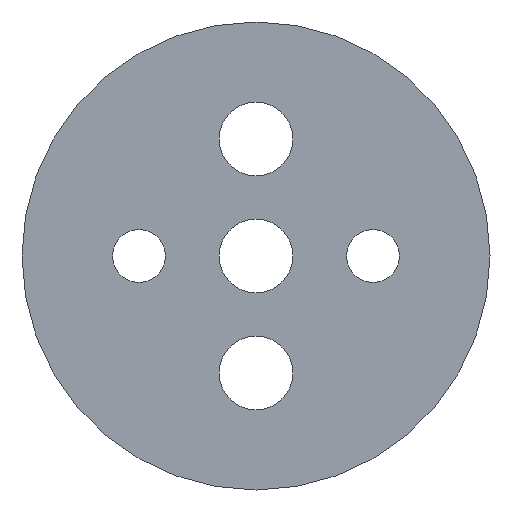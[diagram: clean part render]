
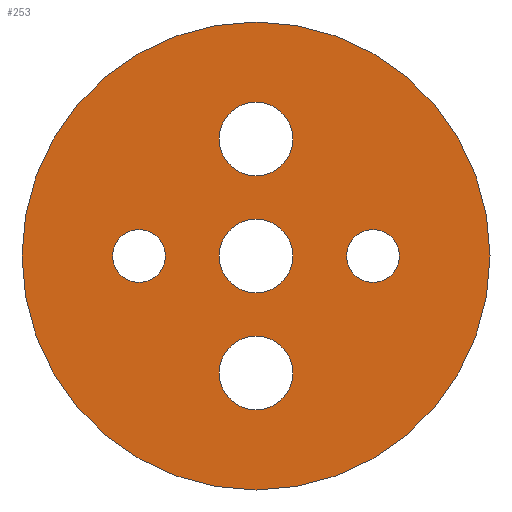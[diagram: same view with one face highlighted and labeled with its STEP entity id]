
A CAD part, front view. The second image highlights one B-rep face of the part: STEP entity #253.
In plain terms, the highlighted planar face has unit normal (0, -1, 0).
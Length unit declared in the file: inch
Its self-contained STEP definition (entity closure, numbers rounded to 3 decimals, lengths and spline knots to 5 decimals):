
#26=FACE_BOUND('',#57,.T.);
#27=FACE_BOUND('',#58,.T.);
#28=FACE_BOUND('',#59,.T.);
#29=FACE_BOUND('',#60,.T.);
#30=FACE_BOUND('',#61,.T.);
#32=PLANE('',#309);
#41=FACE_OUTER_BOUND('',#56,.T.);
#56=EDGE_LOOP('',(#225,#226));
#57=EDGE_LOOP('',(#227,#228));
#58=EDGE_LOOP('',(#229,#230));
#59=EDGE_LOOP('',(#231,#232));
#60=EDGE_LOOP('',(#233,#234));
#61=EDGE_LOOP('',(#235,#236));
#93=CIRCLE('',#292,0.1125);
#94=CIRCLE('',#293,0.1125);
#97=CIRCLE('',#298,0.1575);
#98=CIRCLE('',#299,0.1575);
#99=CIRCLE('',#301,1.);
#100=CIRCLE('',#302,1.);
#101=CIRCLE('',#304,0.1575);
#102=CIRCLE('',#305,0.1575);
#103=CIRCLE('',#307,0.1575);
#104=CIRCLE('',#308,0.1575);
#105=CIRCLE('',#310,0.1125);
#106=CIRCLE('',#311,0.1125);
#121=VERTEX_POINT('',#432);
#122=VERTEX_POINT('',#433);
#125=VERTEX_POINT('',#444);
#126=VERTEX_POINT('',#446);
#127=VERTEX_POINT('',#450);
#128=VERTEX_POINT('',#451);
#129=VERTEX_POINT('',#456);
#130=VERTEX_POINT('',#457);
#131=VERTEX_POINT('',#462);
#132=VERTEX_POINT('',#463);
#133=VERTEX_POINT('',#468);
#134=VERTEX_POINT('',#469);
#150=EDGE_CURVE('',#121,#122,#93,.T.);
#151=EDGE_CURVE('',#122,#121,#94,.T.);
#157=EDGE_CURVE('',#126,#125,#97,.T.);
#158=EDGE_CURVE('',#125,#126,#98,.T.);
#159=EDGE_CURVE('',#127,#128,#99,.T.);
#161=EDGE_CURVE('',#128,#127,#100,.T.);
#162=EDGE_CURVE('',#129,#130,#101,.T.);
#163=EDGE_CURVE('',#130,#129,#102,.T.);
#165=EDGE_CURVE('',#131,#132,#103,.T.);
#166=EDGE_CURVE('',#132,#131,#104,.T.);
#168=EDGE_CURVE('',#133,#134,#105,.T.);
#169=EDGE_CURVE('',#134,#133,#106,.T.);
#225=ORIENTED_EDGE('',*,*,#159,.F.);
#226=ORIENTED_EDGE('',*,*,#161,.F.);
#227=ORIENTED_EDGE('',*,*,#165,.T.);
#228=ORIENTED_EDGE('',*,*,#166,.T.);
#229=ORIENTED_EDGE('',*,*,#150,.T.);
#230=ORIENTED_EDGE('',*,*,#151,.T.);
#231=ORIENTED_EDGE('',*,*,#168,.T.);
#232=ORIENTED_EDGE('',*,*,#169,.T.);
#233=ORIENTED_EDGE('',*,*,#162,.T.);
#234=ORIENTED_EDGE('',*,*,#163,.T.);
#235=ORIENTED_EDGE('',*,*,#157,.T.);
#236=ORIENTED_EDGE('',*,*,#158,.T.);
#253=ADVANCED_FACE('',(#41,#26,#27,#28,#29,#30),#32,.F.);
#292=AXIS2_PLACEMENT_3D('',#434,#350,#351);
#293=AXIS2_PLACEMENT_3D('',#435,#352,#353);
#298=AXIS2_PLACEMENT_3D('',#447,#365,#366);
#299=AXIS2_PLACEMENT_3D('',#448,#367,#368);
#301=AXIS2_PLACEMENT_3D('',#452,#371,#372);
#302=AXIS2_PLACEMENT_3D('',#454,#374,#375);
#304=AXIS2_PLACEMENT_3D('',#458,#378,#379);
#305=AXIS2_PLACEMENT_3D('',#459,#380,#381);
#307=AXIS2_PLACEMENT_3D('',#464,#385,#386);
#308=AXIS2_PLACEMENT_3D('',#465,#387,#388);
#309=AXIS2_PLACEMENT_3D('',#467,#390,#391);
#310=AXIS2_PLACEMENT_3D('',#470,#392,#393);
#311=AXIS2_PLACEMENT_3D('',#471,#394,#395);
#350=DIRECTION('center_axis',(0.,1.,0.));
#351=DIRECTION('ref_axis',(0.,0.,1.));
#352=DIRECTION('center_axis',(0.,1.,0.));
#353=DIRECTION('ref_axis',(0.,0.,1.));
#365=DIRECTION('center_axis',(0.,1.,0.));
#366=DIRECTION('ref_axis',(0.,0.,1.));
#367=DIRECTION('center_axis',(0.,1.,0.));
#368=DIRECTION('ref_axis',(0.,0.,1.));
#371=DIRECTION('center_axis',(0.,1.,0.));
#372=DIRECTION('ref_axis',(0.,0.,1.));
#374=DIRECTION('center_axis',(0.,1.,0.));
#375=DIRECTION('ref_axis',(0.,0.,1.));
#378=DIRECTION('center_axis',(0.,1.,0.));
#379=DIRECTION('ref_axis',(0.,0.,1.));
#380=DIRECTION('center_axis',(0.,1.,0.));
#381=DIRECTION('ref_axis',(0.,0.,1.));
#385=DIRECTION('center_axis',(0.,1.,0.));
#386=DIRECTION('ref_axis',(0.,0.,1.));
#387=DIRECTION('center_axis',(0.,1.,0.));
#388=DIRECTION('ref_axis',(0.,0.,1.));
#390=DIRECTION('center_axis',(0.,1.,0.));
#391=DIRECTION('ref_axis',(0.,0.,1.));
#392=DIRECTION('center_axis',(0.,1.,0.));
#393=DIRECTION('ref_axis',(0.,0.,1.));
#394=DIRECTION('center_axis',(0.,1.,0.));
#395=DIRECTION('ref_axis',(0.,0.,1.));
#432=CARTESIAN_POINT('',(-0.5,0.,0.1125));
#433=CARTESIAN_POINT('',(-0.5,0.,-0.1125));
#434=CARTESIAN_POINT('Origin',(-0.5,0.,0.));
#435=CARTESIAN_POINT('Origin',(-0.5,0.,0.));
#444=CARTESIAN_POINT('',(0.,0.,0.1575));
#446=CARTESIAN_POINT('',(0.,0.,-0.1575));
#447=CARTESIAN_POINT('Origin',(0.,0.,0.));
#448=CARTESIAN_POINT('Origin',(0.,0.,0.));
#450=CARTESIAN_POINT('',(0.,0.,-1.));
#451=CARTESIAN_POINT('',(0.,0.,1.));
#452=CARTESIAN_POINT('Origin',(0.,0.,0.));
#454=CARTESIAN_POINT('Origin',(0.,0.,0.));
#456=CARTESIAN_POINT('',(0.,0.,-0.3425));
#457=CARTESIAN_POINT('',(0.,0.,-0.6575));
#458=CARTESIAN_POINT('Origin',(0.,0.,-0.5));
#459=CARTESIAN_POINT('Origin',(0.,0.,-0.5));
#462=CARTESIAN_POINT('',(0.,0.,0.6575));
#463=CARTESIAN_POINT('',(0.,0.,0.3425));
#464=CARTESIAN_POINT('Origin',(0.,0.,0.5));
#465=CARTESIAN_POINT('Origin',(0.,0.,0.5));
#467=CARTESIAN_POINT('Origin',(0.,0.,0.));
#468=CARTESIAN_POINT('',(0.5,0.,0.1125));
#469=CARTESIAN_POINT('',(0.5,0.,-0.1125));
#470=CARTESIAN_POINT('Origin',(0.5,0.,0.));
#471=CARTESIAN_POINT('Origin',(0.5,0.,0.));
